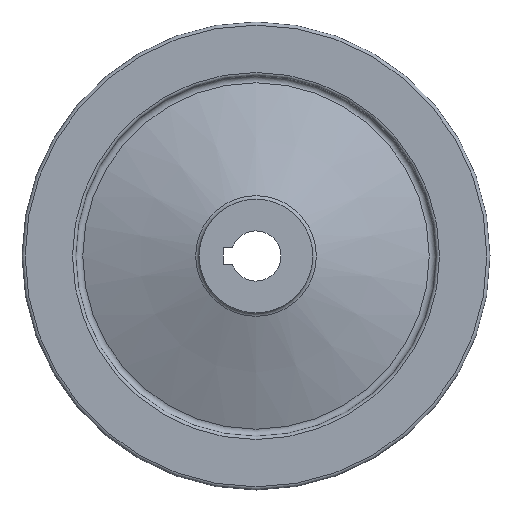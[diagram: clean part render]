
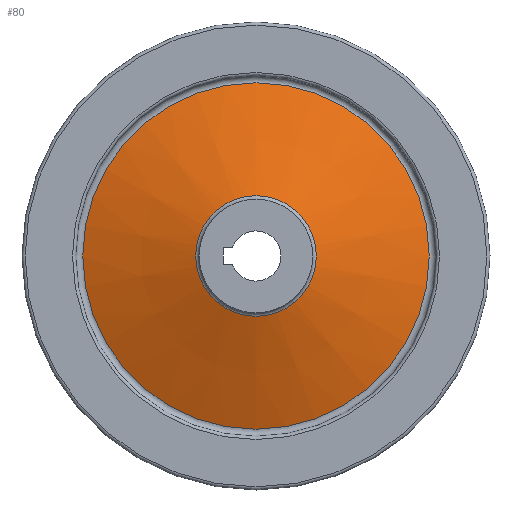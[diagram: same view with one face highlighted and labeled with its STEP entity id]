
A CAD part, left-side view. The second image highlights one B-rep face of the part: STEP entity #80.
In plain terms, the highlighted conical face has half-angle 69.846 degrees and reference radius 18.038 mm.
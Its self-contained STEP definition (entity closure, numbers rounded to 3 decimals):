
#80 = ADVANCED_FACE( '', ( #173, #174 ), #175, .T. );
#173 = FACE_OUTER_BOUND( '', #264, .T. );
#174 = FACE_BOUND( '', #265, .T. );
#175 = CONICAL_SURFACE( '', #266, 18.038, 1.219 );
#264 = EDGE_LOOP( '', ( #395 ) );
#265 = EDGE_LOOP( '', ( #396 ) );
#266 = AXIS2_PLACEMENT_3D( '', #397, #398, #399 );
#395 = ORIENTED_EDGE( '', *, *, #469, .F. );
#396 = ORIENTED_EDGE( '', *, *, #465, .T. );
#397 = CARTESIAN_POINT( '', ( 11.899, 0., 0. ) );
#398 = DIRECTION( '', ( 1., 0., 0. ) );
#399 = DIRECTION( '', ( 0., 0., -1. ) );
#465 = EDGE_CURVE( '', #537, #537, #538, .T. );
#469 = EDGE_CURVE( '', #543, #543, #544, .T. );
#537 = VERTEX_POINT( '', #621 );
#538 = CIRCLE( '', #622, 18.038 );
#543 = VERTEX_POINT( '', #627 );
#544 = CIRCLE( '', #628, 51.806 );
#621 = CARTESIAN_POINT( '', ( 11.899, 0., -18.038 ) );
#622 = AXIS2_PLACEMENT_3D( '', #694, #695, #696 );
#627 = CARTESIAN_POINT( '', ( 24.292, 0., -51.806 ) );
#628 = AXIS2_PLACEMENT_3D( '', #700, #701, #702 );
#694 = CARTESIAN_POINT( '', ( 11.899, 0., 0. ) );
#695 = DIRECTION( '', ( 1., 0., 0. ) );
#696 = DIRECTION( '', ( 0., 0., -1. ) );
#700 = CARTESIAN_POINT( '', ( 24.292, 0., 0. ) );
#701 = DIRECTION( '', ( 1., 0., 0. ) );
#702 = DIRECTION( '', ( 0., 0., -1. ) );
